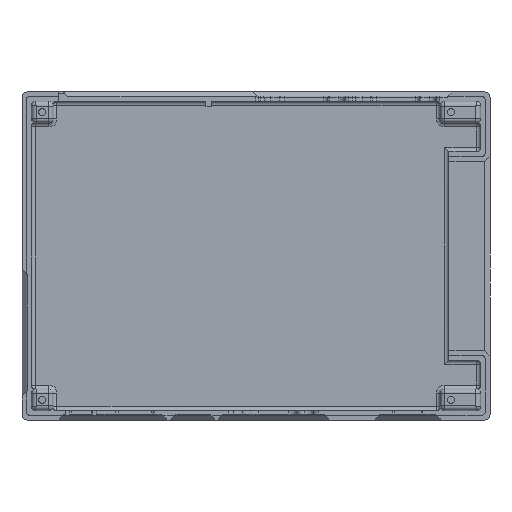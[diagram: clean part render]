
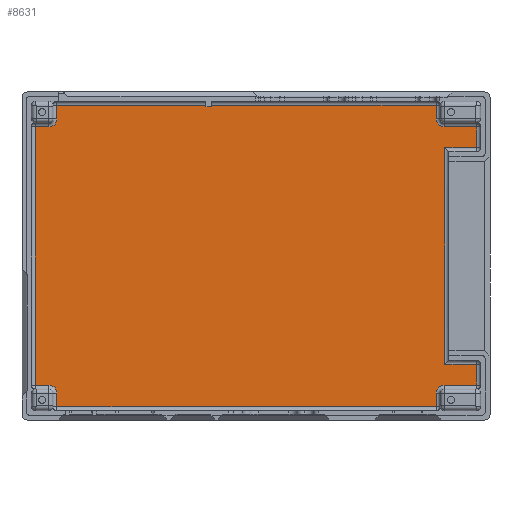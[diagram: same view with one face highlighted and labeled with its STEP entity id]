
A CAD part, front view. The second image highlights one B-rep face of the part: STEP entity #8631.
In plain terms, the highlighted planar face has unit normal (0, -1, 0).
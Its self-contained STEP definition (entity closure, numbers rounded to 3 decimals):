
#165=PLANE('',#9191);
#461=LINE('',#12800,#1343);
#462=LINE('',#12802,#1344);
#463=LINE('',#12804,#1345);
#464=LINE('',#12806,#1346);
#465=LINE('',#12810,#1347);
#466=LINE('',#12812,#1348);
#467=LINE('',#12814,#1349);
#468=LINE('',#12818,#1350);
#469=LINE('',#12820,#1351);
#470=LINE('',#12822,#1352);
#471=LINE('',#12826,#1353);
#472=LINE('',#12828,#1354);
#473=LINE('',#12830,#1355);
#474=LINE('',#12832,#1356);
#475=LINE('',#12834,#1357);
#476=LINE('',#12836,#1358);
#477=LINE('',#12838,#1359);
#478=LINE('',#12842,#1360);
#479=LINE('',#12844,#1361);
#480=LINE('',#12845,#1362);
#1343=VECTOR('',#10159,10.);
#1344=VECTOR('',#10160,10.);
#1345=VECTOR('',#10161,10.);
#1346=VECTOR('',#10162,10.);
#1347=VECTOR('',#10165,10.);
#1348=VECTOR('',#10166,10.);
#1349=VECTOR('',#10167,10.);
#1350=VECTOR('',#10170,10.);
#1351=VECTOR('',#10171,10.);
#1352=VECTOR('',#10172,10.);
#1353=VECTOR('',#10175,10.);
#1354=VECTOR('',#10176,10.);
#1355=VECTOR('',#10177,10.);
#1356=VECTOR('',#10178,10.);
#1357=VECTOR('',#10179,10.);
#1358=VECTOR('',#10180,10.);
#1359=VECTOR('',#10181,10.);
#1360=VECTOR('',#10184,10.);
#1361=VECTOR('',#10185,10.);
#1362=VECTOR('',#10186,10.);
#2350=FACE_OUTER_BOUND('',#2868,.T.);
#2868=EDGE_LOOP('',(#6048,#6049,#6050,#6051,#6052,#6053,#6054,#6055,#6056,
#6057,#6058,#6059,#6060,#6061,#6062,#6063,#6064,#6065,#6066,#6067,#6068,
#6069,#6070,#6071));
#3427=CIRCLE('',#9192,3.);
#3428=CIRCLE('',#9193,3.);
#3429=CIRCLE('',#9194,3.);
#3430=CIRCLE('',#9195,3.);
#3857=VERTEX_POINT('',#12798);
#3858=VERTEX_POINT('',#12799);
#3859=VERTEX_POINT('',#12801);
#3860=VERTEX_POINT('',#12803);
#3861=VERTEX_POINT('',#12805);
#3862=VERTEX_POINT('',#12807);
#3863=VERTEX_POINT('',#12809);
#3864=VERTEX_POINT('',#12811);
#3865=VERTEX_POINT('',#12813);
#3866=VERTEX_POINT('',#12815);
#3867=VERTEX_POINT('',#12817);
#3868=VERTEX_POINT('',#12819);
#3869=VERTEX_POINT('',#12821);
#3870=VERTEX_POINT('',#12823);
#3871=VERTEX_POINT('',#12825);
#3872=VERTEX_POINT('',#12827);
#3873=VERTEX_POINT('',#12829);
#3874=VERTEX_POINT('',#12831);
#3875=VERTEX_POINT('',#12833);
#3876=VERTEX_POINT('',#12835);
#3877=VERTEX_POINT('',#12837);
#3878=VERTEX_POINT('',#12839);
#3879=VERTEX_POINT('',#12841);
#3880=VERTEX_POINT('',#12843);
#4696=EDGE_CURVE('',#3857,#3858,#461,.T.);
#4697=EDGE_CURVE('',#3857,#3859,#462,.T.);
#4698=EDGE_CURVE('',#3860,#3859,#463,.T.);
#4699=EDGE_CURVE('',#3861,#3860,#464,.T.);
#4700=EDGE_CURVE('',#3862,#3861,#3427,.T.);
#4701=EDGE_CURVE('',#3863,#3862,#465,.T.);
#4702=EDGE_CURVE('',#3864,#3863,#466,.T.);
#4703=EDGE_CURVE('',#3865,#3864,#467,.T.);
#4704=EDGE_CURVE('',#3866,#3865,#3428,.T.);
#4705=EDGE_CURVE('',#3867,#3866,#468,.T.);
#4706=EDGE_CURVE('',#3868,#3867,#469,.T.);
#4707=EDGE_CURVE('',#3869,#3868,#470,.T.);
#4708=EDGE_CURVE('',#3870,#3869,#3429,.T.);
#4709=EDGE_CURVE('',#3871,#3870,#471,.T.);
#4710=EDGE_CURVE('',#3872,#3871,#472,.T.);
#4711=EDGE_CURVE('',#3873,#3872,#473,.T.);
#4712=EDGE_CURVE('',#3874,#3873,#474,.T.);
#4713=EDGE_CURVE('',#3875,#3874,#475,.T.);
#4714=EDGE_CURVE('',#3876,#3875,#476,.T.);
#4715=EDGE_CURVE('',#3877,#3876,#477,.T.);
#4716=EDGE_CURVE('',#3878,#3877,#3430,.T.);
#4717=EDGE_CURVE('',#3879,#3878,#478,.T.);
#4718=EDGE_CURVE('',#3880,#3879,#479,.T.);
#4719=EDGE_CURVE('',#3880,#3858,#480,.T.);
#6048=ORIENTED_EDGE('',*,*,#4696,.F.);
#6049=ORIENTED_EDGE('',*,*,#4697,.T.);
#6050=ORIENTED_EDGE('',*,*,#4698,.F.);
#6051=ORIENTED_EDGE('',*,*,#4699,.F.);
#6052=ORIENTED_EDGE('',*,*,#4700,.F.);
#6053=ORIENTED_EDGE('',*,*,#4701,.F.);
#6054=ORIENTED_EDGE('',*,*,#4702,.F.);
#6055=ORIENTED_EDGE('',*,*,#4703,.F.);
#6056=ORIENTED_EDGE('',*,*,#4704,.F.);
#6057=ORIENTED_EDGE('',*,*,#4705,.F.);
#6058=ORIENTED_EDGE('',*,*,#4706,.F.);
#6059=ORIENTED_EDGE('',*,*,#4707,.F.);
#6060=ORIENTED_EDGE('',*,*,#4708,.F.);
#6061=ORIENTED_EDGE('',*,*,#4709,.F.);
#6062=ORIENTED_EDGE('',*,*,#4710,.F.);
#6063=ORIENTED_EDGE('',*,*,#4711,.F.);
#6064=ORIENTED_EDGE('',*,*,#4712,.F.);
#6065=ORIENTED_EDGE('',*,*,#4713,.F.);
#6066=ORIENTED_EDGE('',*,*,#4714,.F.);
#6067=ORIENTED_EDGE('',*,*,#4715,.F.);
#6068=ORIENTED_EDGE('',*,*,#4716,.F.);
#6069=ORIENTED_EDGE('',*,*,#4717,.F.);
#6070=ORIENTED_EDGE('',*,*,#4718,.F.);
#6071=ORIENTED_EDGE('',*,*,#4719,.T.);
#8631=ADVANCED_FACE('',(#2350),#165,.T.);
#9191=AXIS2_PLACEMENT_3D('',#12797,#10157,#10158);
#9192=AXIS2_PLACEMENT_3D('',#12808,#10163,#10164);
#9193=AXIS2_PLACEMENT_3D('',#12816,#10168,#10169);
#9194=AXIS2_PLACEMENT_3D('',#12824,#10173,#10174);
#9195=AXIS2_PLACEMENT_3D('',#12840,#10182,#10183);
#10157=DIRECTION('center_axis',(0.,-1.,0.));
#10158=DIRECTION('ref_axis',(1.,0.,0.));
#10159=DIRECTION('',(1.,0.,0.));
#10160=DIRECTION('',(0.,0.,1.));
#10161=DIRECTION('',(1.,0.,0.));
#10162=DIRECTION('',(0.,0.,1.));
#10163=DIRECTION('center_axis',(0.,-1.,0.));
#10164=DIRECTION('ref_axis',(0.707,0.,-0.707));
#10165=DIRECTION('',(1.,0.,0.));
#10166=DIRECTION('',(0.,0.,1.));
#10167=DIRECTION('',(-1.,0.,0.));
#10168=DIRECTION('center_axis',(0.,-1.,0.));
#10169=DIRECTION('ref_axis',(0.707,0.,0.707));
#10170=DIRECTION('',(0.,0.,1.));
#10171=DIRECTION('',(-1.,0.,0.));
#10172=DIRECTION('',(0.,0.,-1.));
#10173=DIRECTION('center_axis',(0.,-1.,0.));
#10174=DIRECTION('ref_axis',(-0.707,0.,0.707));
#10175=DIRECTION('',(-1.,0.,0.));
#10176=DIRECTION('',(0.,0.,-1.));
#10177=DIRECTION('',(1.,0.,0.));
#10178=DIRECTION('',(0.,0.,-1.));
#10179=DIRECTION('',(-1.,0.,0.));
#10180=DIRECTION('',(0.,0.,-1.));
#10181=DIRECTION('',(1.,0.,0.));
#10182=DIRECTION('center_axis',(0.,-1.,0.));
#10183=DIRECTION('ref_axis',(-0.707,0.,-0.707));
#10184=DIRECTION('',(0.,0.,-1.));
#10185=DIRECTION('',(1.,0.,0.));
#10186=DIRECTION('',(0.,0.,-1.));
#12797=CARTESIAN_POINT('Origin',(66.434,18.84,26.415));
#12798=CARTESIAN_POINT('',(-23.866,18.84,46.711));
#12799=CARTESIAN_POINT('',(-21.866,18.84,46.711));
#12800=CARTESIAN_POINT('',(21.784,18.84,46.711));
#12801=CARTESIAN_POINT('',(-23.866,18.84,47.211));
#12802=CARTESIAN_POINT('',(-23.866,18.84,37.563));
#12803=CARTESIAN_POINT('',(-79.266,18.84,47.211));
#12804=CARTESIAN_POINT('',(31.829,18.84,47.211));
#12805=CARTESIAN_POINT('',(-79.266,18.84,42.211));
#12806=CARTESIAN_POINT('',(-79.266,18.84,33.563));
#12807=CARTESIAN_POINT('',(-82.266,18.84,39.211));
#12808=CARTESIAN_POINT('Origin',(-82.266,18.84,42.211));
#12809=CARTESIAN_POINT('',(-87.266,18.84,39.211));
#12810=CARTESIAN_POINT('',(-11.166,18.84,39.211));
#12811=CARTESIAN_POINT('',(-87.266,18.84,-56.789));
#12812=CARTESIAN_POINT('',(-87.266,18.84,37.063));
#12813=CARTESIAN_POINT('',(-82.266,18.84,-56.789));
#12814=CARTESIAN_POINT('',(-7.166,18.84,-56.789));
#12815=CARTESIAN_POINT('',(-79.266,18.84,-59.789));
#12816=CARTESIAN_POINT('Origin',(-82.266,18.84,-59.789));
#12817=CARTESIAN_POINT('',(-79.266,18.84,-64.789));
#12818=CARTESIAN_POINT('',(-79.266,18.84,-19.937));
#12819=CARTESIAN_POINT('',(61.734,18.84,-64.789));
#12820=CARTESIAN_POINT('',(62.262,18.84,-64.789));
#12821=CARTESIAN_POINT('',(61.734,18.84,-59.789));
#12822=CARTESIAN_POINT('',(61.734,18.84,-15.937));
#12823=CARTESIAN_POINT('',(64.734,18.84,-56.789));
#12824=CARTESIAN_POINT('Origin',(64.734,18.84,-59.789));
#12825=CARTESIAN_POINT('',(76.734,18.84,-56.789));
#12826=CARTESIAN_POINT('',(68.834,18.84,-56.789));
#12827=CARTESIAN_POINT('',(76.734,18.84,-49.004));
#12828=CARTESIAN_POINT('',(76.734,18.84,28.665));
#12829=CARTESIAN_POINT('',(64.934,18.84,-49.004));
#12830=CARTESIAN_POINT('',(71.834,18.84,-49.004));
#12831=CARTESIAN_POINT('',(64.934,18.84,31.415));
#12832=CARTESIAN_POINT('',(64.934,18.84,-10.295));
#12833=CARTESIAN_POINT('',(76.734,18.84,31.415));
#12834=CARTESIAN_POINT('',(66.434,18.84,31.415));
#12835=CARTESIAN_POINT('',(76.734,18.84,39.211));
#12836=CARTESIAN_POINT('',(76.734,18.84,28.665));
#12837=CARTESIAN_POINT('',(64.734,18.84,39.211));
#12838=CARTESIAN_POINT('',(64.834,18.84,39.211));
#12839=CARTESIAN_POINT('',(61.734,18.84,42.211));
#12840=CARTESIAN_POINT('Origin',(64.734,18.84,42.211));
#12841=CARTESIAN_POINT('',(61.734,18.84,47.211));
#12842=CARTESIAN_POINT('',(61.734,18.84,37.563));
#12843=CARTESIAN_POINT('',(-21.866,18.84,47.211));
#12844=CARTESIAN_POINT('',(31.829,18.84,47.211));
#12845=CARTESIAN_POINT('',(-21.866,18.84,37.563));
